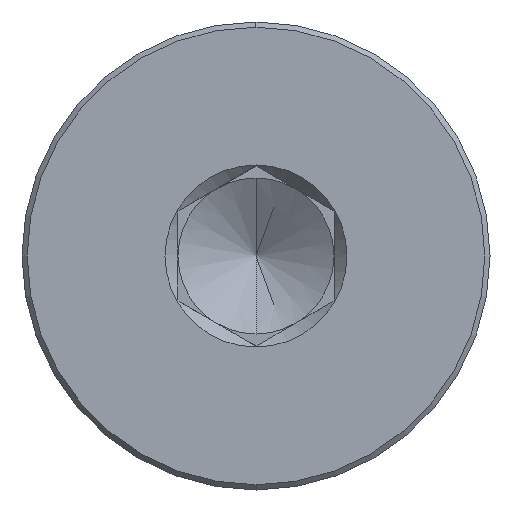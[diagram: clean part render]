
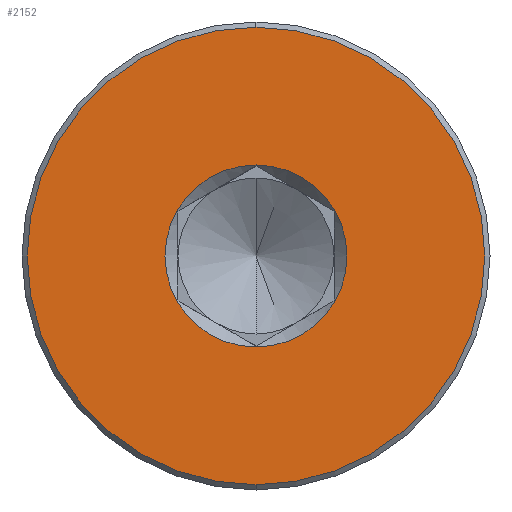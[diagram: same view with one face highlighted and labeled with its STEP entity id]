
A CAD part, left-side view. The second image highlights one B-rep face of the part: STEP entity #2152.
In plain terms, the highlighted planar face has unit normal (-1, 0, 0).
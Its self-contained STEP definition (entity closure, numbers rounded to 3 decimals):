
#157 = ORIENTED_EDGE ( 'NONE', *, *, #731, .T. ) ;
#505 = VERTEX_POINT ( 'NONE', #3007 ) ;
#547 = CARTESIAN_POINT ( 'NONE',  ( -3., 0., 0. ) ) ;
#592 = AXIS2_PLACEMENT_3D ( 'NONE', #1062, #2292, #2253 ) ;
#674 = CIRCLE ( 'NONE', #3363, 8.8 ) ;
#679 = EDGE_CURVE ( 'NONE', #2053, #1608, #2620, .T. ) ;
#731 = EDGE_CURVE ( 'NONE', #1608, #2053, #2906, .T. ) ;
#974 = ORIENTED_EDGE ( 'NONE', *, *, #679, .T. ) ;
#1005 = DIRECTION ( 'NONE',  ( 1., 0., 0. ) ) ;
#1062 = CARTESIAN_POINT ( 'NONE',  ( -3., 0., 0. ) ) ;
#1152 = AXIS2_PLACEMENT_3D ( 'NONE', #547, #2096, #1762 ) ;
#1314 = EDGE_CURVE ( 'NONE', #505, #3402, #674, .T. ) ;
#1337 = DIRECTION ( 'NONE',  ( -1., 0., 0. ) ) ;
#1513 = CARTESIAN_POINT ( 'NONE',  ( -3., 0., 3.5 ) ) ;
#1608 = VERTEX_POINT ( 'NONE', #1513 ) ;
#1629 = FACE_BOUND ( 'NONE', #3733, .T. ) ;
#1656 = DIRECTION ( 'NONE',  ( 0., 0., 1. ) ) ;
#1698 = CARTESIAN_POINT ( 'NONE',  ( -3., 0., -3.5 ) ) ;
#1759 = AXIS2_PLACEMENT_3D ( 'NONE', #2791, #1005, #1656 ) ;
#1762 = DIRECTION ( 'NONE',  ( 0., 0., 1. ) ) ;
#1825 = CIRCLE ( 'NONE', #592, 8.8 ) ;
#2053 = VERTEX_POINT ( 'NONE', #1698 ) ;
#2096 = DIRECTION ( 'NONE',  ( -1., 0., 0. ) ) ;
#2152 = ADVANCED_FACE ( 'NONE', ( #1629, #3137 ), #2623, .T. ) ;
#2253 = DIRECTION ( 'NONE',  ( 0., 0., 1. ) ) ;
#2292 = DIRECTION ( 'NONE',  ( -1., 0., 0. ) ) ;
#2347 = CARTESIAN_POINT ( 'NONE',  ( -3., 0., 8.8 ) ) ;
#2500 = CARTESIAN_POINT ( 'NONE',  ( -3., 0., 0. ) ) ;
#2620 = CIRCLE ( 'NONE', #1759, 3.5 ) ;
#2623 = PLANE ( 'NONE',  #1152 ) ;
#2642 = EDGE_LOOP ( 'NONE', ( #3123, #2931 ) ) ;
#2742 = CARTESIAN_POINT ( 'NONE',  ( -3., 0., 0. ) ) ;
#2791 = CARTESIAN_POINT ( 'NONE',  ( -3., 0., 0. ) ) ;
#2906 = CIRCLE ( 'NONE', #3147, 3.5 ) ;
#2931 = ORIENTED_EDGE ( 'NONE', *, *, #3357, .T. ) ;
#3007 = CARTESIAN_POINT ( 'NONE',  ( -3., 0., -8.8 ) ) ;
#3123 = ORIENTED_EDGE ( 'NONE', *, *, #1314, .T. ) ;
#3137 = FACE_OUTER_BOUND ( 'NONE', #2642, .T. ) ;
#3147 = AXIS2_PLACEMENT_3D ( 'NONE', #2742, #3934, #3347 ) ;
#3347 = DIRECTION ( 'NONE',  ( 0., 0., 1. ) ) ;
#3357 = EDGE_CURVE ( 'NONE', #3402, #505, #1825, .T. ) ;
#3363 = AXIS2_PLACEMENT_3D ( 'NONE', #2500, #1337, #3462 ) ;
#3402 = VERTEX_POINT ( 'NONE', #2347 ) ;
#3462 = DIRECTION ( 'NONE',  ( 0., 0., 1. ) ) ;
#3733 = EDGE_LOOP ( 'NONE', ( #157, #974 ) ) ;
#3934 = DIRECTION ( 'NONE',  ( 1., 0., 0. ) ) ;
